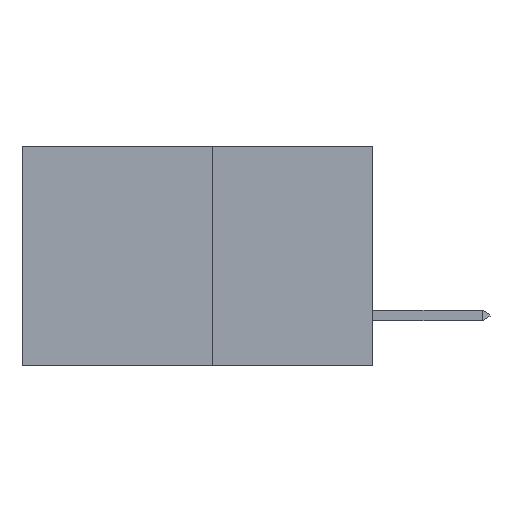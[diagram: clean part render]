
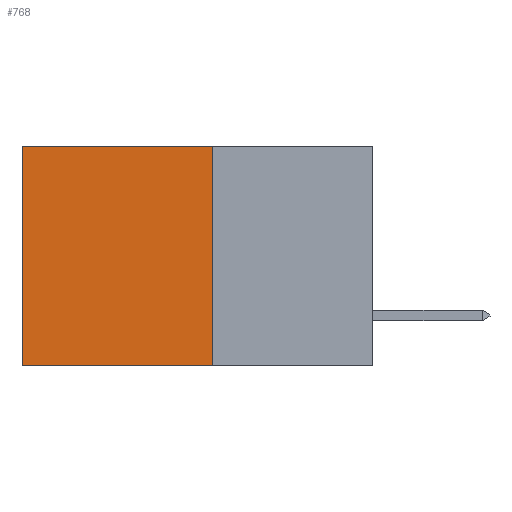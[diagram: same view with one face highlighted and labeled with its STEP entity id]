
A CAD part, left-side view. The second image highlights one B-rep face of the part: STEP entity #768.
In plain terms, the highlighted planar face has unit normal (-1, 0, 0).
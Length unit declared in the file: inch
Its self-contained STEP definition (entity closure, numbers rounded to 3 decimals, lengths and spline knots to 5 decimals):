
#264 = CARTESIAN_POINT ( 'NONE',  ( 0.277, 0.27, -0.37 ) ) ;
#332 = ORIENTED_EDGE ( 'NONE', *, *, #7198, .F. ) ;
#768 = ADVANCED_FACE ( 'NONE', ( #2833 ), #2867, .F. ) ;
#1057 = VERTEX_POINT ( 'NONE', #4706 ) ;
#1191 = DIRECTION ( 'NONE',  ( 0., 0., -1. ) ) ;
#1322 = EDGE_LOOP ( 'NONE', ( #8004, #7027, #332, #4675 ) ) ;
#1590 = CARTESIAN_POINT ( 'NONE',  ( 0.277, 0.59, -0.37 ) ) ;
#1855 = CARTESIAN_POINT ( 'NONE',  ( 0.277, 0.59, -0.37 ) ) ;
#2833 = FACE_OUTER_BOUND ( 'NONE', #1322, .T. ) ;
#2867 = PLANE ( 'NONE',  #8715 ) ;
#3734 = VERTEX_POINT ( 'NONE', #7696 ) ;
#3866 = VERTEX_POINT ( 'NONE', #1590 ) ;
#4090 = CARTESIAN_POINT ( 'NONE',  ( 0.277, 0.27, -0.37 ) ) ;
#4185 = EDGE_CURVE ( 'NONE', #1057, #8423, #8295, .T. ) ;
#4675 = ORIENTED_EDGE ( 'NONE', *, *, #4185, .T. ) ;
#4706 = CARTESIAN_POINT ( 'NONE',  ( 0.277, 0.27, 0. ) ) ;
#4844 = DIRECTION ( 'NONE',  ( 0., 1., 0. ) ) ;
#5503 = EDGE_CURVE ( 'NONE', #3734, #3866, #6536, .T. ) ;
#5596 = LINE ( 'NONE', #264, #10004 ) ;
#5785 = DIRECTION ( 'NONE',  ( 1., 0., 0. ) ) ;
#5978 = DIRECTION ( 'NONE',  ( 0., 0., -1. ) ) ;
#6058 = VECTOR ( 'NONE', #4844, 39.37008 ) ;
#6427 = DIRECTION ( 'NONE',  ( 0., 0., -1. ) ) ;
#6536 = LINE ( 'NONE', #10815, #8793 ) ;
#6557 = CARTESIAN_POINT ( 'NONE',  ( 0.277, 0.27, 0. ) ) ;
#6669 = CARTESIAN_POINT ( 'NONE',  ( 0.277, 0.59, 0. ) ) ;
#6675 = DIRECTION ( 'NONE',  ( 0., 1., 0. ) ) ;
#7027 = ORIENTED_EDGE ( 'NONE', *, *, #5503, .F. ) ;
#7198 = EDGE_CURVE ( 'NONE', #1057, #3734, #5596, .T. ) ;
#7696 = CARTESIAN_POINT ( 'NONE',  ( 0.277, 0.27, -0.37 ) ) ;
#8004 = ORIENTED_EDGE ( 'NONE', *, *, #8221, .T. ) ;
#8217 = LINE ( 'NONE', #1855, #10112 ) ;
#8221 = EDGE_CURVE ( 'NONE', #8423, #3866, #8217, .T. ) ;
#8295 = LINE ( 'NONE', #6557, #6058 ) ;
#8423 = VERTEX_POINT ( 'NONE', #6669 ) ;
#8715 = AXIS2_PLACEMENT_3D ( 'NONE', #4090, #5785, #5978 ) ;
#8793 = VECTOR ( 'NONE', #6675, 39.37008 ) ;
#10004 = VECTOR ( 'NONE', #1191, 39.37008 ) ;
#10112 = VECTOR ( 'NONE', #6427, 39.37008 ) ;
#10815 = CARTESIAN_POINT ( 'NONE',  ( 0.277, 0.27, -0.37 ) ) ;
